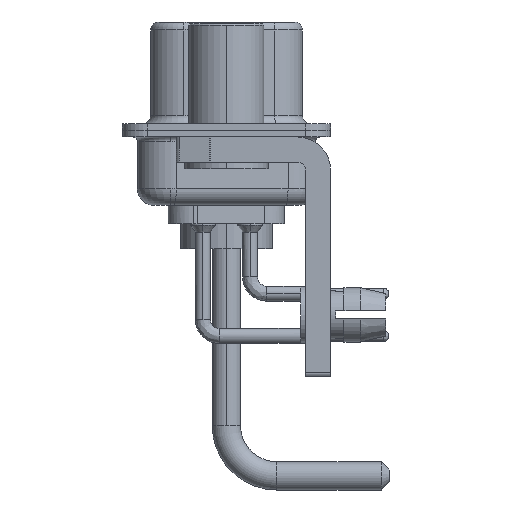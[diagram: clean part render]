
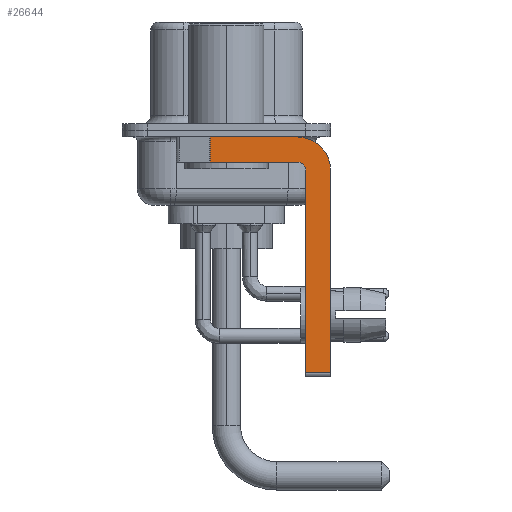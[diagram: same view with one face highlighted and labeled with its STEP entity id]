
A CAD part, left-side view. The second image highlights one B-rep face of the part: STEP entity #26644.
In plain terms, the highlighted planar face has unit normal (-1, 0, 0).
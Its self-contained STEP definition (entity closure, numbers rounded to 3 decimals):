
#230 = DIRECTION ( 'NONE',  ( 0., 0., -1. ) ) ;
#232 = CARTESIAN_POINT ( 'NONE',  ( -2.9, -4.25, -2.4 ) ) ;
#1804 = LINE ( 'NONE', #2246, #29277 ) ;
#1950 = EDGE_LOOP ( 'NONE', ( #25568, #12949, #28458, #12302, #11263, #15511, #16455, #19437 ) ) ;
#2246 = CARTESIAN_POINT ( 'NONE',  ( -2.9, -6.25, -2.4 ) ) ;
#2623 = CARTESIAN_POINT ( 'NONE',  ( -2.9, -4.25, -0.4 ) ) ;
#3845 = LINE ( 'NONE', #3994, #13598 ) ;
#3994 = CARTESIAN_POINT ( 'NONE',  ( -2.9, 3., -0.4 ) ) ;
#4085 = VECTOR ( 'NONE', #230, 1000. ) ;
#4314 = DIRECTION ( 'NONE',  ( 0., 0., -1. ) ) ;
#4366 = DIRECTION ( 'NONE',  ( 0., 0., 1. ) ) ;
#4513 = CARTESIAN_POINT ( 'NONE',  ( -2.9, -4.75, -14.8 ) ) ;
#5050 = CARTESIAN_POINT ( 'NONE',  ( -2.9, -4.75, -14.55 ) ) ;
#5532 = CIRCLE ( 'NONE', #22181, 0.5 ) ;
#6528 = CARTESIAN_POINT ( 'NONE',  ( -2.9, -4.25, -2.4 ) ) ;
#7072 = DIRECTION ( 'NONE',  ( 0., -1., 0. ) ) ;
#7442 = LINE ( 'NONE', #8017, #27588 ) ;
#7990 = VERTEX_POINT ( 'NONE', #29151 ) ;
#8017 = CARTESIAN_POINT ( 'NONE',  ( -2.9, -4.25, -1.9 ) ) ;
#8745 = CARTESIAN_POINT ( 'NONE',  ( -2.9, -4.75, -2.4 ) ) ;
#8792 = CARTESIAN_POINT ( 'NONE',  ( -2.9, -4.25, -2.4 ) ) ;
#9165 = CARTESIAN_POINT ( 'NONE',  ( -2.9, 0.978, -1.9 ) ) ;
#9308 = DIRECTION ( 'NONE',  ( 0., 0., -1. ) ) ;
#9314 = CARTESIAN_POINT ( 'NONE',  ( -2.9, -4.25, -14.55 ) ) ;
#9445 = EDGE_CURVE ( 'NONE', #28944, #7990, #1804, .T. ) ;
#10992 = VERTEX_POINT ( 'NONE', #23226 ) ;
#11174 = EDGE_CURVE ( 'NONE', #18433, #27576, #3845, .T. ) ;
#11235 = EDGE_CURVE ( 'NONE', #16570, #10992, #5532, .T. ) ;
#11263 = ORIENTED_EDGE ( 'NONE', *, *, #26734, .F. ) ;
#11325 = DIRECTION ( 'NONE',  ( 0., 0., -1. ) ) ;
#11686 = DIRECTION ( 'NONE',  ( 1., 0., 0. ) ) ;
#12302 = ORIENTED_EDGE ( 'NONE', *, *, #11235, .F. ) ;
#12624 = DIRECTION ( 'NONE',  ( 0., 1., 0. ) ) ;
#12949 = ORIENTED_EDGE ( 'NONE', *, *, #26142, .T. ) ;
#13435 = AXIS2_PLACEMENT_3D ( 'NONE', #232, #11686, #9308 ) ;
#13543 = FACE_OUTER_BOUND ( 'NONE', #1950, .T. ) ;
#13598 = VECTOR ( 'NONE', #16042, 1000. ) ;
#13680 = DIRECTION ( 'NONE',  ( 1., 0., 0. ) ) ;
#13760 = LINE ( 'NONE', #9314, #22987 ) ;
#15107 = EDGE_CURVE ( 'NONE', #10992, #18815, #7442, .T. ) ;
#15511 = ORIENTED_EDGE ( 'NONE', *, *, #23515, .T. ) ;
#16042 = DIRECTION ( 'NONE',  ( 0., -1., 0. ) ) ;
#16293 = CIRCLE ( 'NONE', #13435, 2. ) ;
#16455 = ORIENTED_EDGE ( 'NONE', *, *, #9445, .F. ) ;
#16570 = VERTEX_POINT ( 'NONE', #8745 ) ;
#16734 = DIRECTION ( 'NONE',  ( 0., 0., 1. ) ) ;
#18311 = AXIS2_PLACEMENT_3D ( 'NONE', #8792, #13680, #4314 ) ;
#18433 = VERTEX_POINT ( 'NONE', #23143 ) ;
#18815 = VERTEX_POINT ( 'NONE', #27428 ) ;
#19437 = ORIENTED_EDGE ( 'NONE', *, *, #23113, .F. ) ;
#20260 = PLANE ( 'NONE',  #18311 ) ;
#20383 = CARTESIAN_POINT ( 'NONE',  ( -2.9, -6.25, -2.4 ) ) ;
#20898 = VERTEX_POINT ( 'NONE', #5050 ) ;
#22119 = VECTOR ( 'NONE', #4366, 1000. ) ;
#22181 = AXIS2_PLACEMENT_3D ( 'NONE', #6528, #24847, #16734 ) ;
#22543 = LINE ( 'NONE', #4513, #22119 ) ;
#22987 = VECTOR ( 'NONE', #7072, 1000. ) ;
#23113 = EDGE_CURVE ( 'NONE', #27576, #28944, #16293, .T. ) ;
#23143 = CARTESIAN_POINT ( 'NONE',  ( -2.9, 0.978, -0.4 ) ) ;
#23226 = CARTESIAN_POINT ( 'NONE',  ( -2.9, -4.25, -1.9 ) ) ;
#23515 = EDGE_CURVE ( 'NONE', #20898, #7990, #13760, .T. ) ;
#24847 = DIRECTION ( 'NONE',  ( -1., 0., 0. ) ) ;
#25568 = ORIENTED_EDGE ( 'NONE', *, *, #11174, .F. ) ;
#26142 = EDGE_CURVE ( 'NONE', #18433, #18815, #29260, .T. ) ;
#26644 = ADVANCED_FACE ( 'NONE', ( #13543 ), #20260, .F. ) ;
#26734 = EDGE_CURVE ( 'NONE', #20898, #16570, #22543, .T. ) ;
#27428 = CARTESIAN_POINT ( 'NONE',  ( -2.9, 0.978, -1.9 ) ) ;
#27576 = VERTEX_POINT ( 'NONE', #2623 ) ;
#27588 = VECTOR ( 'NONE', #12624, 1000. ) ;
#28458 = ORIENTED_EDGE ( 'NONE', *, *, #15107, .F. ) ;
#28944 = VERTEX_POINT ( 'NONE', #20383 ) ;
#29151 = CARTESIAN_POINT ( 'NONE',  ( -2.9, -6.25, -14.55 ) ) ;
#29260 = LINE ( 'NONE', #9165, #4085 ) ;
#29277 = VECTOR ( 'NONE', #11325, 1000. ) ;
